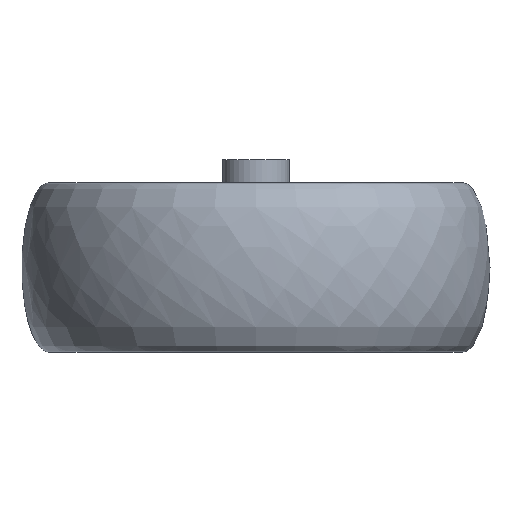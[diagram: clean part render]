
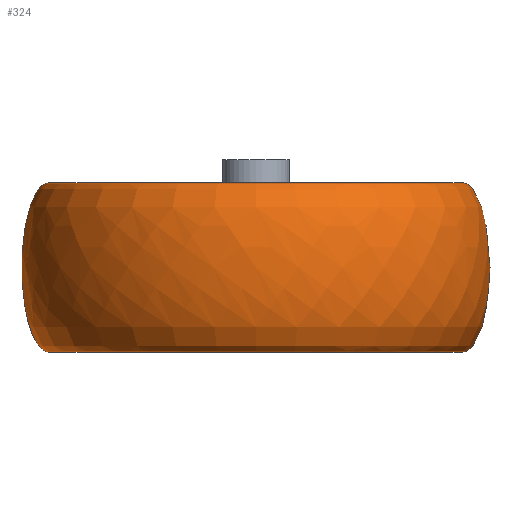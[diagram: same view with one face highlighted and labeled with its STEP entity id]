
A CAD part, front view. The second image highlights one B-rep face of the part: STEP entity #324.
In plain terms, the highlighted free-form (B-spline) face has degree [2, 2] with [5, 9] control points.
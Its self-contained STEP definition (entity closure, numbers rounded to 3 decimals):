
#13=ELLIPSE('',#375,12.25,4.);
#14=(
BOUNDED_SURFACE()
B_SPLINE_SURFACE(2,2,((#587,#588,#589,#590,#591,#592,#593,#594,#595),(#596,
#597,#598,#599,#600,#601,#602,#603,#604),(#605,#606,#607,#608,#609,#610,
#611,#612,#613),(#614,#615,#616,#617,#618,#619,#620,#621,#622),(#623,#624,
#625,#626,#627,#628,#629,#630,#631)),.UNSPECIFIED.,.F.,.T.,.F.)
B_SPLINE_SURFACE_WITH_KNOTS((3,2,3),(3,2,2,2,3),(0.,1.571,3.142),
(0.,1.571,3.142,4.712,6.283),
 .UNSPECIFIED.)
GEOMETRIC_REPRESENTATION_ITEM()
RATIONAL_B_SPLINE_SURFACE(((1.,0.707,1.,0.707,1.,
0.707,1.,0.707,1.),(0.707,0.5,
0.707,0.5,0.707,0.5,
0.707,0.5,0.707),(1.,0.707,
1.,0.707,1.,0.707,1.,0.707,1.),(0.707,
0.5,0.707,0.5,0.707,
0.5,0.707,0.5,0.707),
(1.,0.707,1.,0.707,1.,0.707,1.,0.707,
1.)))
REPRESENTATION_ITEM('')
SURFACE()
);
#90=FACE_OUTER_BOUND('',#120,.T.);
#120=EDGE_LOOP('',(#295,#296,#297,#298));
#144=CIRCLE('',#376,29.85);
#145=CIRCLE('',#377,29.85);
#175=VERTEX_POINT('',#632);
#176=VERTEX_POINT('',#633);
#216=EDGE_CURVE('',#175,#176,#13,.T.);
#217=EDGE_CURVE('',#176,#176,#144,.T.);
#218=EDGE_CURVE('',#175,#175,#145,.T.);
#295=ORIENTED_EDGE('',*,*,#216,.T.);
#296=ORIENTED_EDGE('',*,*,#217,.T.);
#297=ORIENTED_EDGE('',*,*,#216,.F.);
#298=ORIENTED_EDGE('',*,*,#218,.F.);
#324=ADVANCED_FACE('',(#90),#14,.T.);
#375=AXIS2_PLACEMENT_3D('',#634,#447,#448);
#376=AXIS2_PLACEMENT_3D('',#635,#449,#450);
#377=AXIS2_PLACEMENT_3D('',#636,#451,#452);
#447=DIRECTION('center_axis',(0.,1.,0.));
#448=DIRECTION('ref_axis',(0.,0.,-1.));
#449=DIRECTION('center_axis',(0.,0.,-1.));
#450=DIRECTION('ref_axis',(1.,0.,0.));
#451=DIRECTION('center_axis',(0.,0.,-1.));
#452=DIRECTION('ref_axis',(1.,0.,0.));
#587=CARTESIAN_POINT('Ctrl Pts',(-29.85,0.,0.));
#588=CARTESIAN_POINT('Ctrl Pts',(-29.85,29.85,0.));
#589=CARTESIAN_POINT('Ctrl Pts',(0.,29.85,0.));
#590=CARTESIAN_POINT('Ctrl Pts',(29.85,29.85,0.));
#591=CARTESIAN_POINT('Ctrl Pts',(29.85,0.,0.));
#592=CARTESIAN_POINT('Ctrl Pts',(29.85,-29.85,0.));
#593=CARTESIAN_POINT('Ctrl Pts',(0.,-29.85,0.));
#594=CARTESIAN_POINT('Ctrl Pts',(-29.85,-29.85,0.));
#595=CARTESIAN_POINT('Ctrl Pts',(-29.85,0.,0.));
#596=CARTESIAN_POINT('Ctrl Pts',(-33.85,0.,0.));
#597=CARTESIAN_POINT('Ctrl Pts',(-33.85,33.85,0.));
#598=CARTESIAN_POINT('Ctrl Pts',(0.,33.85,0.));
#599=CARTESIAN_POINT('Ctrl Pts',(33.85,33.85,0.));
#600=CARTESIAN_POINT('Ctrl Pts',(33.85,0.,0.));
#601=CARTESIAN_POINT('Ctrl Pts',(33.85,-33.85,0.));
#602=CARTESIAN_POINT('Ctrl Pts',(0.,-33.85,0.));
#603=CARTESIAN_POINT('Ctrl Pts',(-33.85,-33.85,0.));
#604=CARTESIAN_POINT('Ctrl Pts',(-33.85,0.,0.));
#605=CARTESIAN_POINT('Ctrl Pts',(-33.85,0.,12.25));
#606=CARTESIAN_POINT('Ctrl Pts',(-33.85,33.85,12.25));
#607=CARTESIAN_POINT('Ctrl Pts',(0.,33.85,12.25));
#608=CARTESIAN_POINT('Ctrl Pts',(33.85,33.85,12.25));
#609=CARTESIAN_POINT('Ctrl Pts',(33.85,0.,12.25));
#610=CARTESIAN_POINT('Ctrl Pts',(33.85,-33.85,12.25));
#611=CARTESIAN_POINT('Ctrl Pts',(0.,-33.85,12.25));
#612=CARTESIAN_POINT('Ctrl Pts',(-33.85,-33.85,12.25));
#613=CARTESIAN_POINT('Ctrl Pts',(-33.85,0.,12.25));
#614=CARTESIAN_POINT('Ctrl Pts',(-33.85,0.,24.5));
#615=CARTESIAN_POINT('Ctrl Pts',(-33.85,33.85,24.5));
#616=CARTESIAN_POINT('Ctrl Pts',(0.,33.85,24.5));
#617=CARTESIAN_POINT('Ctrl Pts',(33.85,33.85,24.5));
#618=CARTESIAN_POINT('Ctrl Pts',(33.85,0.,24.5));
#619=CARTESIAN_POINT('Ctrl Pts',(33.85,-33.85,24.5));
#620=CARTESIAN_POINT('Ctrl Pts',(0.,-33.85,24.5));
#621=CARTESIAN_POINT('Ctrl Pts',(-33.85,-33.85,24.5));
#622=CARTESIAN_POINT('Ctrl Pts',(-33.85,0.,24.5));
#623=CARTESIAN_POINT('Ctrl Pts',(-29.85,0.,24.5));
#624=CARTESIAN_POINT('Ctrl Pts',(-29.85,29.85,24.5));
#625=CARTESIAN_POINT('Ctrl Pts',(0.,29.85,24.5));
#626=CARTESIAN_POINT('Ctrl Pts',(29.85,29.85,24.5));
#627=CARTESIAN_POINT('Ctrl Pts',(29.85,0.,24.5));
#628=CARTESIAN_POINT('Ctrl Pts',(29.85,-29.85,24.5));
#629=CARTESIAN_POINT('Ctrl Pts',(0.,-29.85,24.5));
#630=CARTESIAN_POINT('Ctrl Pts',(-29.85,-29.85,24.5));
#631=CARTESIAN_POINT('Ctrl Pts',(-29.85,0.,24.5));
#632=CARTESIAN_POINT('',(-29.85,0.,0.));
#633=CARTESIAN_POINT('',(-29.85,0.,24.5));
#634=CARTESIAN_POINT('Origin',(-29.85,0.,12.25));
#635=CARTESIAN_POINT('Origin',(0.,0.,24.5));
#636=CARTESIAN_POINT('Origin',(0.,0.,0.));
